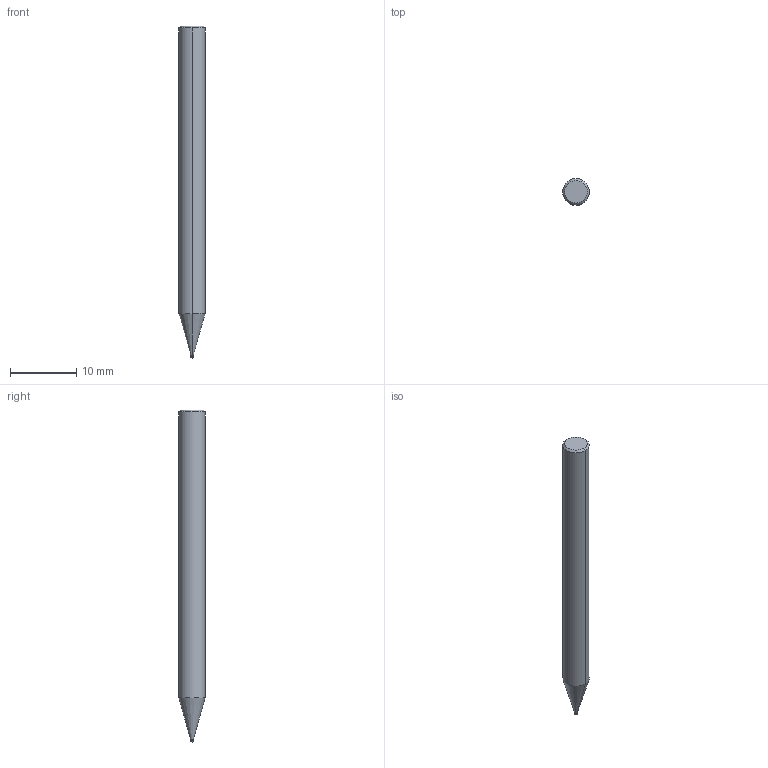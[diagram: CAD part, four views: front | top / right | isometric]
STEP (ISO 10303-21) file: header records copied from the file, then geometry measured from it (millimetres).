
FILE_DESCRIPTION(('no description'),'unknown implementation level');
FILE_NAME('HSB2004-0040-Huellk.stp',' ',('CIMSOURCE GmbH'),('CADClick - KiM GmbH - www.kimweb.de'),'unknown preprocess','ACIS','unknown authorization');
FILE_SCHEMA(('automotive_design'));
Length unit declared in the file: millimetre
Products named in the file (2): 1; 2
Bounding box: 4 x 4 x 50 mm (x, y, z)
Volume: 573.1 mm3; surface area: 600.5 mm2
Topology: 2 solids, 2 shells, 14 faces, 27 edges, 14 vertices
Faces by surface type: cone 6, plane 4, cylinder 2, sphere 2
Entity records: 692 total; most frequent: DIRECTION 78, CARTESIAN_POINT 57, STYLED_ITEM 53, PRESENTATION_STYLE_ASSIGNMENT 53, COLOUR_RGB 53, ORIENTED_EDGE 46, AXIS2_PLACEMENT_3D 35, EDGE_CURVE 23
